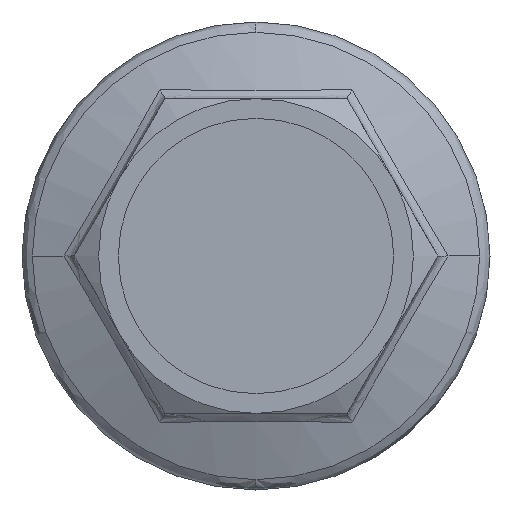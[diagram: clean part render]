
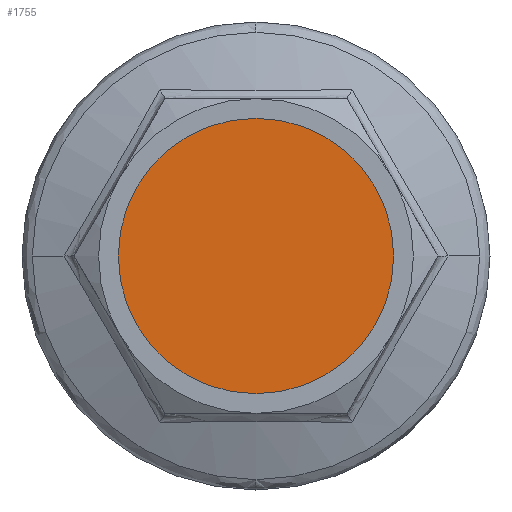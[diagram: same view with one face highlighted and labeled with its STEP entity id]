
A CAD part, left-side view. The second image highlights one B-rep face of the part: STEP entity #1755.
In plain terms, the highlighted planar face has unit normal (-1, 0, 0).
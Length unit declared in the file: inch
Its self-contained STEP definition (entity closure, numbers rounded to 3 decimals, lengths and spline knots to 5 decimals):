
#1298 = DIRECTION ( 'NONE',  ( 0., 0., 1. ) ) ;
#1299 = DIRECTION ( 'NONE',  ( -1., 0., 0. ) ) ;
#1300 = CARTESIAN_POINT ( 'NONE',  ( 0.03018, 0., 0. ) ) ;
#1301 = AXIS2_PLACEMENT_3D ( 'NONE', #1300, #1299, #1298 ) ;
#1302 = CIRCLE ( 'NONE', #1301, 0.25837 ) ;
#1332 = DIRECTION ( 'NONE',  ( 0., 0., 1. ) ) ;
#1333 = DIRECTION ( 'NONE',  ( -1., 0., 0. ) ) ;
#1334 = CARTESIAN_POINT ( 'NONE',  ( 0.03018, 0., 0. ) ) ;
#1335 = AXIS2_PLACEMENT_3D ( 'NONE', #1334, #1333, #1332 ) ;
#1336 = CIRCLE ( 'NONE', #1335, 0.25837 ) ;
#1340 = CARTESIAN_POINT ( 'NONE',  ( 0.03018, 0., 0.25837 ) ) ;
#1401 = CARTESIAN_POINT ( 'NONE',  ( 0.03018, 0., -0.25837 ) ) ;
#1418 = DIRECTION ( 'NONE',  ( 0., 0., -1. ) ) ;
#1419 = DIRECTION ( 'NONE',  ( 1., 0., 0. ) ) ;
#1420 = CARTESIAN_POINT ( 'NONE',  ( 0.03018, 0., 0. ) ) ;
#1421 = AXIS2_PLACEMENT_3D ( 'NONE', #1420, #1419, #1418 ) ;
#1422 = PLANE ( 'NONE',  #1421 ) ;
#1423 = FACE_OUTER_BOUND ( 'NONE', #1767, .T. ) ;
#1724 = EDGE_CURVE ( 'NONE', #1750, #1745, #1302, .T. ) ;
#1741 = EDGE_CURVE ( 'NONE', #1745, #1750, #1336, .T. ) ;
#1745 = VERTEX_POINT ( 'NONE', #1340 ) ;
#1750 = VERTEX_POINT ( 'NONE', #1401 ) ;
#1755 = ADVANCED_FACE ( 'NONE', ( #1423 ), #1422, .F. ) ;
#1756 = ORIENTED_EDGE ( 'NONE', *, *, #1724, .T. ) ;
#1757 = ORIENTED_EDGE ( 'NONE', *, *, #1741, .T. ) ;
#1767 = EDGE_LOOP ( 'NONE', ( #1757, #1756 ) ) ;
